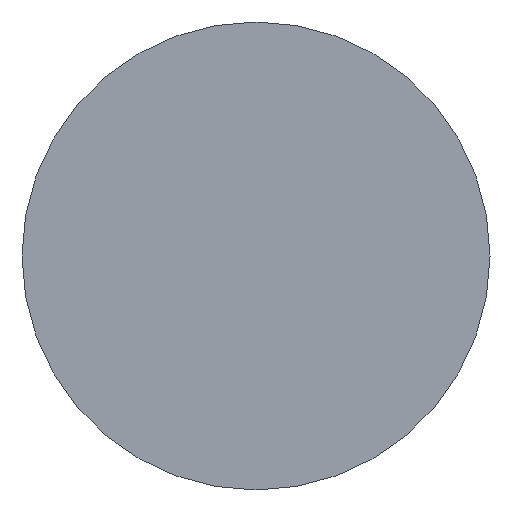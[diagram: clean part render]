
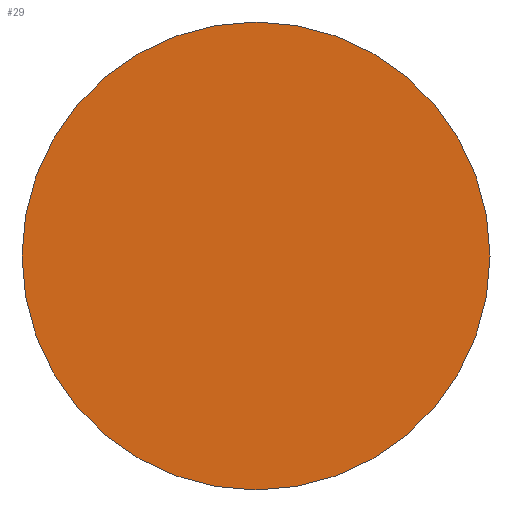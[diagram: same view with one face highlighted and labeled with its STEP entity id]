
A CAD part, top view. The second image highlights one B-rep face of the part: STEP entity #29.
In plain terms, the highlighted planar face has unit normal (0, 0, 1).
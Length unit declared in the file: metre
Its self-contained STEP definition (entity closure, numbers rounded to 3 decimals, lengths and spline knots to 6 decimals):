
#29 = ADVANCED_FACE( '', ( #53 ), #54, .T. );
#53 = FACE_OUTER_BOUND( '', #69, .T. );
#54 = PLANE( '', #70 );
#69 = EDGE_LOOP( '', ( #83, #84 ) );
#70 = AXIS2_PLACEMENT_3D( '', #85, #86, #87 );
#83 = ORIENTED_EDGE( '', *, *, #100, .F. );
#84 = ORIENTED_EDGE( '', *, *, #98, .F. );
#85 = CARTESIAN_POINT( '', ( 0., 0.0508, 0.0127 ) );
#86 = DIRECTION( '', ( 0., 0., 1. ) );
#87 = DIRECTION( '', ( 1., 0., 0. ) );
#98 = EDGE_CURVE( '', #106, #104, #108, .T. );
#100 = EDGE_CURVE( '', #104, #106, #110, .T. );
#104 = VERTEX_POINT( '', #114 );
#106 = VERTEX_POINT( '', #117 );
#108 = CIRCLE( '', #120, 0.0254 );
#110 = CIRCLE( '', #122, 0.0254 );
#114 = CARTESIAN_POINT( '', ( 0.0254, 0.0508, 0.0127 ) );
#117 = CARTESIAN_POINT( '', ( -0.0254, 0.0508, 0.0127 ) );
#120 = AXIS2_PLACEMENT_3D( '', #126, #127, #128 );
#122 = AXIS2_PLACEMENT_3D( '', #129, #130, #131 );
#126 = CARTESIAN_POINT( '', ( 0., 0.0508, 0.0127 ) );
#127 = DIRECTION( '', ( 0., 0., -1. ) );
#128 = DIRECTION( '', ( 1., 0., 0. ) );
#129 = CARTESIAN_POINT( '', ( 0., 0.0508, 0.0127 ) );
#130 = DIRECTION( '', ( 0., 0., -1. ) );
#131 = DIRECTION( '', ( 1., 0., 0. ) );
